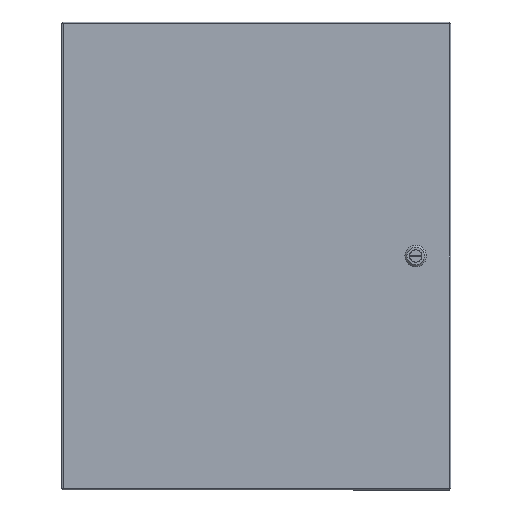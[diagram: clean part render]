
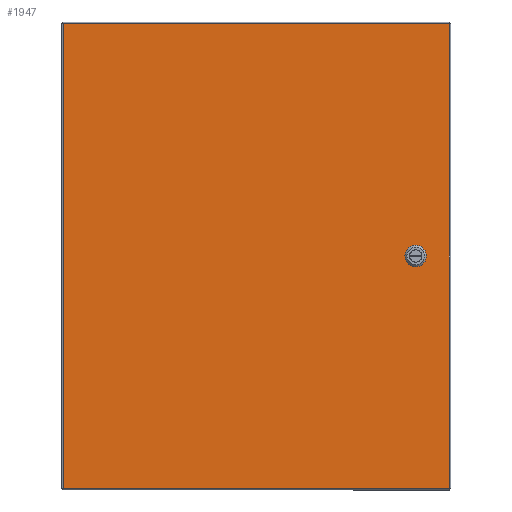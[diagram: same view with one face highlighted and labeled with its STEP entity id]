
A CAD part, front view. The second image highlights one B-rep face of the part: STEP entity #1947.
In plain terms, the highlighted planar face has unit normal (0, -1, 0).
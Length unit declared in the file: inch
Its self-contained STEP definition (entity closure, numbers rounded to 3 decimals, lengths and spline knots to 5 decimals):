
#70 = CARTESIAN_POINT ( 'NONE',  ( 9.901, -8.821, -11.8985 ) ) ;
#155 = VERTEX_POINT ( 'NONE', #20622 ) ;
#230 = EDGE_CURVE ( 'NONE', #155, #21552, #5963, .T. ) ;
#330 = LINE ( 'NONE', #13547, #10842 ) ;
#760 = EDGE_CURVE ( 'NONE', #11412, #17178, #18937, .T. ) ;
#903 = DIRECTION ( 'NONE',  ( 0., 0., 1. ) ) ;
#991 = DIRECTION ( 'NONE',  ( -0.707, 0., -0.707 ) ) ;
#1171 = CARTESIAN_POINT ( 'NONE',  ( 8.422, -8.821, 0.3955 ) ) ;
#1339 = CARTESIAN_POINT ( 'NONE',  ( 8.422, -8.821, -0.3955 ) ) ;
#1947 = ADVANCED_FACE ( 'NONE', ( #16592, #4585 ), #4362, .T. ) ;
#2018 = CARTESIAN_POINT ( 'NONE',  ( 7.96, -8.821, -0.3955 ) ) ;
#2029 = LINE ( 'NONE', #19243, #3667 ) ;
#2437 = EDGE_CURVE ( 'NONE', #17178, #7890, #4109, .T. ) ;
#2618 = VERTEX_POINT ( 'NONE', #1339 ) ;
#3573 = CARTESIAN_POINT ( 'NONE',  ( -9.896, -8.821, -11.8985 ) ) ;
#3667 = VECTOR ( 'NONE', #15478, 39.37008 ) ;
#3823 = CARTESIAN_POINT ( 'NONE',  ( 7.96, -8.821, 0.3955 ) ) ;
#3857 = CARTESIAN_POINT ( 'NONE',  ( -9.896, -8.821, -11.8985 ) ) ;
#4086 = VECTOR ( 'NONE', #5708, 39.37008 ) ;
#4109 = LINE ( 'NONE', #16123, #15880 ) ;
#4362 = PLANE ( 'NONE',  #16949 ) ;
#4585 = FACE_BOUND ( 'NONE', #19192, .T. ) ;
#4671 = ORIENTED_EDGE ( 'NONE', *, *, #4823, .T. ) ;
#4823 = EDGE_CURVE ( 'NONE', #11460, #8020, #17288, .T. ) ;
#4877 = ORIENTED_EDGE ( 'NONE', *, *, #10407, .T. ) ;
#5144 = VECTOR ( 'NONE', #7096, 39.37008 ) ;
#5281 = VECTOR ( 'NONE', #12113, 39.37008 ) ;
#5410 = LINE ( 'NONE', #12199, #5144 ) ;
#5512 = DIRECTION ( 'NONE',  ( 1., 0., 0. ) ) ;
#5708 = DIRECTION ( 'NONE',  ( -0.707, 0., 0.707 ) ) ;
#5963 = LINE ( 'NONE', #3857, #18640 ) ;
#6066 = VERTEX_POINT ( 'NONE', #6986 ) ;
#6986 = CARTESIAN_POINT ( 'NONE',  ( 8.5865, -8.821, 0.231 ) ) ;
#7096 = DIRECTION ( 'NONE',  ( 0., 0., -1. ) ) ;
#7228 = LINE ( 'NONE', #3573, #5281 ) ;
#7571 = CARTESIAN_POINT ( 'NONE',  ( 8.5865, -8.821, -0.231 ) ) ;
#7711 = CARTESIAN_POINT ( 'NONE',  ( 7.7955, -8.821, 0.231 ) ) ;
#7890 = VERTEX_POINT ( 'NONE', #7711 ) ;
#8020 = VERTEX_POINT ( 'NONE', #8355 ) ;
#8199 = EDGE_LOOP ( 'NONE', ( #13893, #4671, #4877, #12020 ) ) ;
#8310 = VERTEX_POINT ( 'NONE', #7571 ) ;
#8355 = CARTESIAN_POINT ( 'NONE',  ( -9.896, -8.821, 11.8985 ) ) ;
#8539 = DIRECTION ( 'NONE',  ( 0.707, 0., 0.707 ) ) ;
#9193 = ORIENTED_EDGE ( 'NONE', *, *, #11769, .T. ) ;
#9215 = LINE ( 'NONE', #21100, #12447 ) ;
#9455 = EDGE_CURVE ( 'NONE', #8310, #2618, #16325, .T. ) ;
#10287 = CARTESIAN_POINT ( 'NONE',  ( -9.896, -8.821, 11.8985 ) ) ;
#10407 = EDGE_CURVE ( 'NONE', #8020, #155, #7228, .T. ) ;
#10842 = VECTOR ( 'NONE', #8539, 39.37008 ) ;
#10878 = DIRECTION ( 'NONE',  ( 0.707, 0., -0.707 ) ) ;
#11281 = VECTOR ( 'NONE', #11737, 39.37008 ) ;
#11365 = DIRECTION ( 'NONE',  ( 0., -1., 0. ) ) ;
#11412 = VERTEX_POINT ( 'NONE', #2018 ) ;
#11460 = VERTEX_POINT ( 'NONE', #17133 ) ;
#11737 = DIRECTION ( 'NONE',  ( -1., 0., 0. ) ) ;
#11752 = ORIENTED_EDGE ( 'NONE', *, *, #16214, .T. ) ;
#11769 = EDGE_CURVE ( 'NONE', #21636, #18805, #16507, .T. ) ;
#12020 = ORIENTED_EDGE ( 'NONE', *, *, #230, .T. ) ;
#12107 = EDGE_CURVE ( 'NONE', #2618, #11412, #2029, .T. ) ;
#12113 = DIRECTION ( 'NONE',  ( 0., 0., -1. ) ) ;
#12199 = CARTESIAN_POINT ( 'NONE',  ( 8.5865, -8.821, -0.231 ) ) ;
#12447 = VECTOR ( 'NONE', #10878, 39.37008 ) ;
#13022 = ORIENTED_EDGE ( 'NONE', *, *, #760, .T. ) ;
#13085 = CARTESIAN_POINT ( 'NONE',  ( 8.5865, -8.821, -0.231 ) ) ;
#13547 = CARTESIAN_POINT ( 'NONE',  ( 7.96, -8.821, 0.3955 ) ) ;
#13893 = ORIENTED_EDGE ( 'NONE', *, *, #18691, .T. ) ;
#14176 = CARTESIAN_POINT ( 'NONE',  ( 7.7955, -8.821, -0.231 ) ) ;
#14547 = VECTOR ( 'NONE', #17009, 39.37008 ) ;
#14818 = CARTESIAN_POINT ( 'NONE',  ( 7.7955, -8.821, -0.231 ) ) ;
#15006 = LINE ( 'NONE', #20102, #14547 ) ;
#15478 = DIRECTION ( 'NONE',  ( -1., 0., 0. ) ) ;
#15880 = VECTOR ( 'NONE', #903, 39.37008 ) ;
#16034 = CARTESIAN_POINT ( 'NONE',  ( 8.422, -8.821, 0.3955 ) ) ;
#16123 = CARTESIAN_POINT ( 'NONE',  ( 7.7955, -8.821, 0.231 ) ) ;
#16214 = EDGE_CURVE ( 'NONE', #7890, #21636, #330, .T. ) ;
#16241 = EDGE_CURVE ( 'NONE', #6066, #8310, #5410, .T. ) ;
#16291 = DIRECTION ( 'NONE',  ( 1., 0., 0. ) ) ;
#16325 = LINE ( 'NONE', #13085, #21640 ) ;
#16381 = CARTESIAN_POINT ( 'NONE',  ( -9.896, -8.821, -11.8985 ) ) ;
#16507 = LINE ( 'NONE', #1171, #18218 ) ;
#16592 = FACE_OUTER_BOUND ( 'NONE', #8199, .T. ) ;
#16949 = AXIS2_PLACEMENT_3D ( 'NONE', #16381, #11365, #17823 ) ;
#17009 = DIRECTION ( 'NONE',  ( 0., 0., 1. ) ) ;
#17133 = CARTESIAN_POINT ( 'NONE',  ( 9.901, -8.821, 11.8985 ) ) ;
#17178 = VERTEX_POINT ( 'NONE', #14818 ) ;
#17288 = LINE ( 'NONE', #10287, #11281 ) ;
#17823 = DIRECTION ( 'NONE',  ( 0., 0., -1. ) ) ;
#18218 = VECTOR ( 'NONE', #16291, 39.37008 ) ;
#18351 = ORIENTED_EDGE ( 'NONE', *, *, #16241, .T. ) ;
#18640 = VECTOR ( 'NONE', #5512, 39.37008 ) ;
#18691 = EDGE_CURVE ( 'NONE', #21552, #11460, #15006, .T. ) ;
#18805 = VERTEX_POINT ( 'NONE', #16034 ) ;
#18937 = LINE ( 'NONE', #14176, #4086 ) ;
#19192 = EDGE_LOOP ( 'NONE', ( #21207, #11752, #9193, #21890, #18351, #21015, #19526, #13022 ) ) ;
#19243 = CARTESIAN_POINT ( 'NONE',  ( 7.96, -8.821, -0.3955 ) ) ;
#19526 = ORIENTED_EDGE ( 'NONE', *, *, #12107, .T. ) ;
#20102 = CARTESIAN_POINT ( 'NONE',  ( 9.901, -8.821, -11.8985 ) ) ;
#20622 = CARTESIAN_POINT ( 'NONE',  ( -9.896, -8.821, -11.8985 ) ) ;
#21002 = EDGE_CURVE ( 'NONE', #18805, #6066, #9215, .T. ) ;
#21015 = ORIENTED_EDGE ( 'NONE', *, *, #9455, .T. ) ;
#21100 = CARTESIAN_POINT ( 'NONE',  ( 8.422, -8.821, 0.3955 ) ) ;
#21207 = ORIENTED_EDGE ( 'NONE', *, *, #2437, .T. ) ;
#21552 = VERTEX_POINT ( 'NONE', #70 ) ;
#21636 = VERTEX_POINT ( 'NONE', #3823 ) ;
#21640 = VECTOR ( 'NONE', #991, 39.37008 ) ;
#21890 = ORIENTED_EDGE ( 'NONE', *, *, #21002, .T. ) ;
